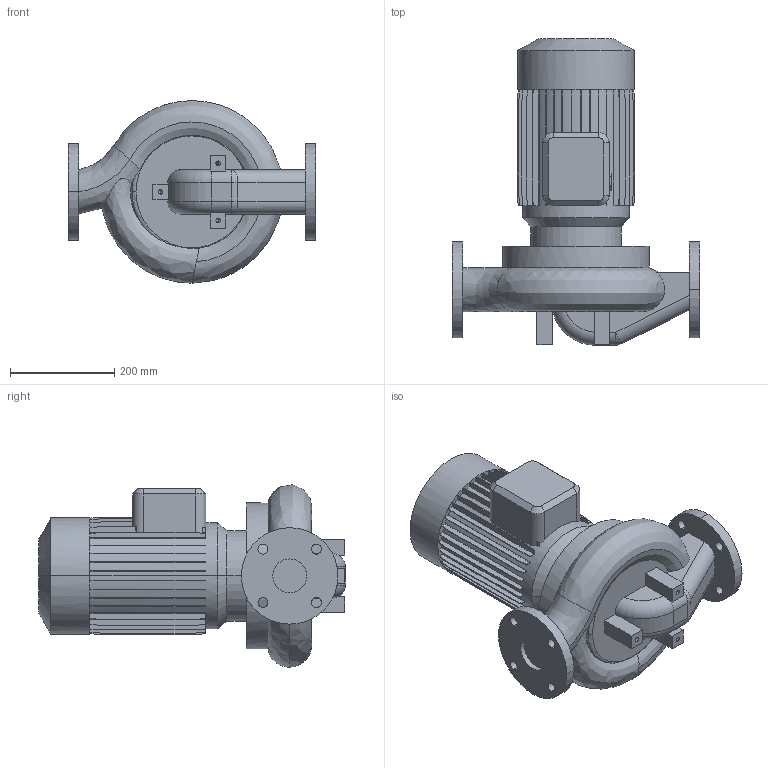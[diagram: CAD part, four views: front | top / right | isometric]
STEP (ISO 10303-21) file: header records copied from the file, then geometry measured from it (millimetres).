
FILE_DESCRIPTION (( 'STEP AP214' ), '1' );
FILE_NAME ('10018867swp00.step', '2024-01-16T08:37:02', ( '' ), ( '' ), 'SwSTEP 2.0', 'SolidWorks 2023', '' );
FILE_SCHEMA (( 'AUTOMOTIVE_DESIGN' ));
Length unit declared in the file: millimetre
Products named in the file (1): 10018867swp00
Bounding box: 475 x 587.5 x 349.62 mm (x, y, z)
Volume: 26454611.6 mm3; surface area: 948686.6 mm2
Topology: 1 solids, 1 shells, 360 faces, 1028 edges, 670 vertices
Faces by surface type: plane 276, cylinder 55, cone 16, bspline 7, torus 4, sphere 2
Entity records: 12624 total; most frequent: CARTESIAN_POINT 3161, ORIENTED_EDGE 2036, DIRECTION 1882, EDGE_CURVE 1018, LINE 784, VECTOR 784, VERTEX_POINT 670, AXIS2_PLACEMENT_3D 549
